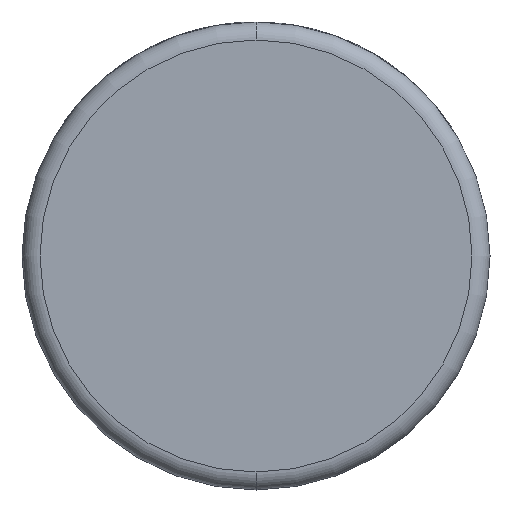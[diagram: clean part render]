
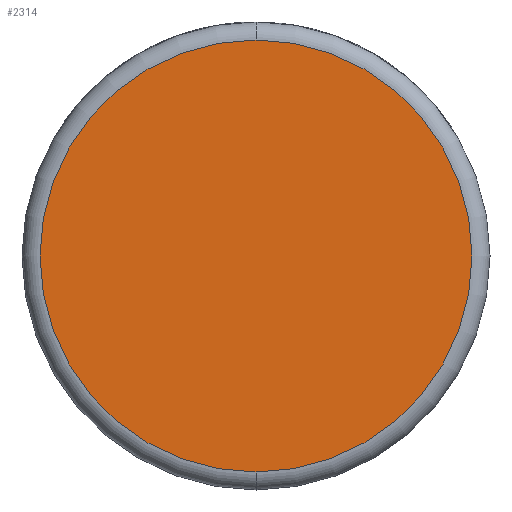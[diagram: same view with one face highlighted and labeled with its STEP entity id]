
A CAD part, front view. The second image highlights one B-rep face of the part: STEP entity #2314.
In plain terms, the highlighted planar face has unit normal (0, -1, 0).
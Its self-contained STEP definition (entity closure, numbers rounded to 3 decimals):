
#216 = VERTEX_POINT ( 'NONE', #4090 ) ;
#651 = CARTESIAN_POINT ( 'NONE',  ( 0., 0., 0. ) ) ;
#1140 = CARTESIAN_POINT ( 'NONE',  ( 0., 0., 0. ) ) ;
#1247 = PLANE ( 'NONE',  #3347 ) ;
#1551 = DIRECTION ( 'NONE',  ( 0., 0., 1. ) ) ;
#1613 = CIRCLE ( 'NONE', #2225, 24. ) ;
#1714 = DIRECTION ( 'NONE',  ( 0., -1., 0. ) ) ;
#1827 = DIRECTION ( 'NONE',  ( 0., 0., 1. ) ) ;
#2225 = AXIS2_PLACEMENT_3D ( 'NONE', #4493, #1714, #4896 ) ;
#2314 = ADVANCED_FACE ( 'NONE', ( #4028 ), #1247, .F. ) ;
#2574 = ORIENTED_EDGE ( 'NONE', *, *, #2743, .T. ) ;
#2743 = EDGE_CURVE ( 'NONE', #216, #3447, #1613, .T. ) ;
#3085 = ORIENTED_EDGE ( 'NONE', *, *, #3645, .T. ) ;
#3347 = AXIS2_PLACEMENT_3D ( 'NONE', #651, #3420, #1827 ) ;
#3420 = DIRECTION ( 'NONE',  ( 0., 1., 0. ) ) ;
#3447 = VERTEX_POINT ( 'NONE', #3462 ) ;
#3462 = CARTESIAN_POINT ( 'NONE',  ( 0., 0., 24. ) ) ;
#3645 = EDGE_CURVE ( 'NONE', #3447, #216, #3658, .T. ) ;
#3658 = CIRCLE ( 'NONE', #5031, 24. ) ;
#3914 = DIRECTION ( 'NONE',  ( 0., -1., 0. ) ) ;
#4028 = FACE_OUTER_BOUND ( 'NONE', #4850, .T. ) ;
#4090 = CARTESIAN_POINT ( 'NONE',  ( 0., 0., -24. ) ) ;
#4493 = CARTESIAN_POINT ( 'NONE',  ( 0., 0., 0. ) ) ;
#4850 = EDGE_LOOP ( 'NONE', ( #3085, #2574 ) ) ;
#4896 = DIRECTION ( 'NONE',  ( 0., 0., 1. ) ) ;
#5031 = AXIS2_PLACEMENT_3D ( 'NONE', #1140, #3914, #1551 ) ;
